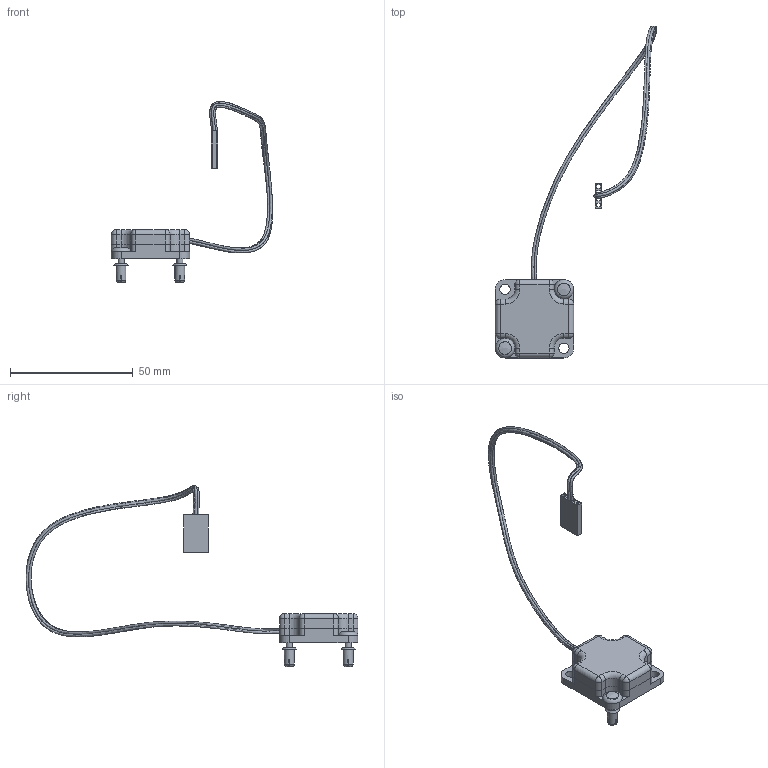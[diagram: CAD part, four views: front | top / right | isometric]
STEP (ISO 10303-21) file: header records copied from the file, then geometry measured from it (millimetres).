
FILE_DESCRIPTION( ( '' ), ' ' );
FILE_NAME( '5e2f0409069f591264cd65d4.step', '2020-01-27T15:38:49', ( '' ), ( '' ), ' ', ' ', ' ' );
FILE_SCHEMA( ( 'AUTOMOTIVE_DESIGN { 1 0 10303 214 1 1 1 1 }' ) );
Length unit declared in the file: metre
Products named in the file (10): 45-2005 Integrating Gyro <1>; 45-0101; 45-0113 to 45-0115; Assem1; Int Gyro Red Wire; 11-6002 Quick Connect - Medium; Int Gyro White Wire; Int Gyro Yellow Wire; Int Gyro Black Wire; Molex 4-Wire
Assembly tree (10 placements, depth 3):
  Assem1
    Int Gyro Red Wire
    11-6002 Quick Connect - Medium  x2
    Int Gyro White Wire
    Int Gyro Yellow Wire
    Int Gyro Black Wire
    Molex 4-Wire
    45-2005 Integrating Gyro <1>
      45-0101
      45-0113 to 45-0115
Bounding box: 65.91 x 135.46 x 73.96 mm (x, y, z)
Volume: 5765.9 mm3; surface area: 10754.8 mm2
Topology: 9 solids, 9 shells, 421 faces, 1096 edges, 707 vertices
Faces by surface type: plane 188, cylinder 156, sphere 36, torus 30, cone 6, bspline 5
Full cylindrical faces by diameter (mm): 1.85 x2, 2.25 x2, 2.45 x4, 2.55 x4, 4 x2, 4.2 x4, 5 x2
Entity records: 16918 total; most frequent: CARTESIAN_POINT 4524, DIRECTION 1932, ORIENTED_EDGE 1886, EDGE_CURVE 943, AXIS2_PLACEMENT_3D 711, VERTEX_POINT 616, LINE 510, VECTOR 510
